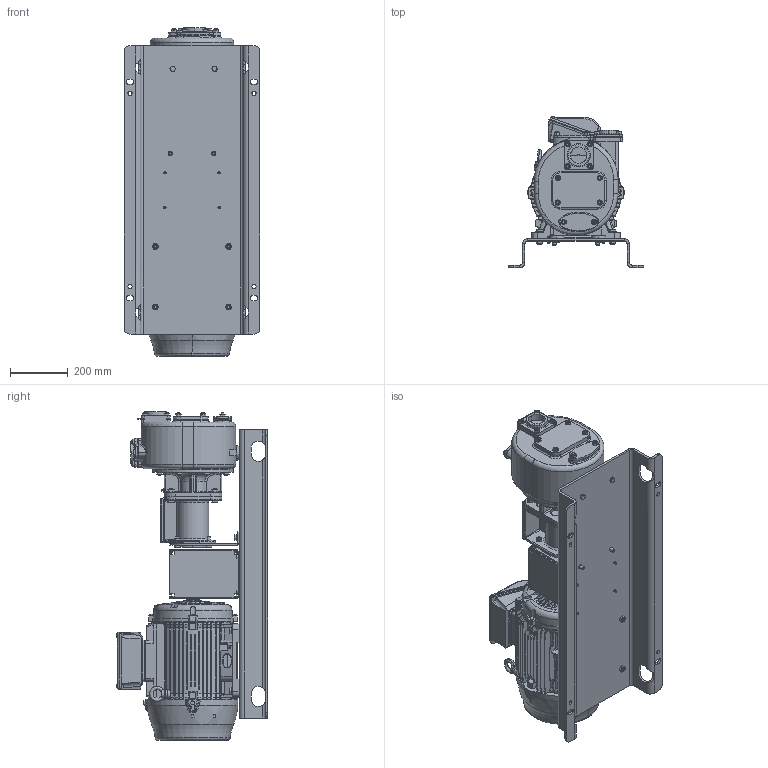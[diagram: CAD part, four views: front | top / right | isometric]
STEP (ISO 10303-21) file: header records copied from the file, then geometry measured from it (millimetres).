
FILE_DESCRIPTION((''),'2;1');
FILE_NAME('S_69_K_BIT_SW0001','2016-07-07T',('Nicola'),(''),'CREO PARAMETRIC BY PTC INC, 2015290','CREO PARAMETRIC BY PTC INC, 2015290','');
FILE_SCHEMA(('CONFIG_CONTROL_DESIGN'));
Products named in the file (1): S_69_K_BIT_SW0001
Bounding box: 470 x 526.26 x 1139.85 mm (x, y, z)
Volume: 57845113.7 mm3; surface area: 4007449.9 mm2
Topology: 1 solids, 1 shells, 5046 faces, 12982 edges, 8175 vertices
Faces by surface type: plane 2491, cylinder 1120, cone 1000, bspline 267, torus 132, extrusion 12, sphere 12, revolution 12
Entity records: 207329 total; most frequent: CARTESIAN_POINT 87718, ORIENTED_EDGE 25902, DIRECTION 23207, EDGE_CURVE 12951, AXIS2_PLACEMENT_3D 8306, VERTEX_POINT 8175, VECTOR 6583, LINE 6571
